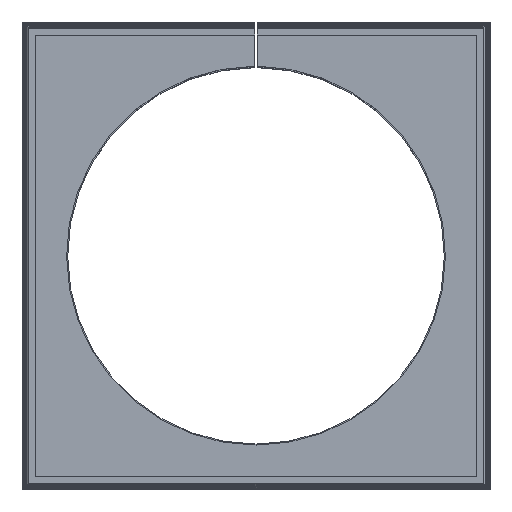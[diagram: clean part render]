
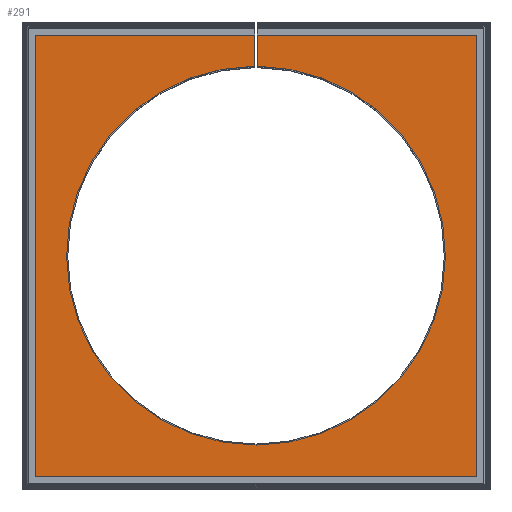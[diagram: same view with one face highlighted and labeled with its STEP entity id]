
A CAD part, top view. The second image highlights one B-rep face of the part: STEP entity #291.
In plain terms, the highlighted planar face has unit normal (0, 0, 1).
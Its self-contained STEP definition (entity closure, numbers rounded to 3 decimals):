
#62=CIRCLE('',#2366,17.);
#291=ADVANCED_FACE('',(#506),#397,.T.);
#397=PLANE('',#2367);
#506=FACE_OUTER_BOUND('',#636,.T.);
#636=EDGE_LOOP('',(#1141,#1142,#1143,#1144,#1145,#1146,#1147,#1148));
#1141=ORIENTED_EDGE('',*,*,#1774,.F.);
#1142=ORIENTED_EDGE('',*,*,#1775,.T.);
#1143=ORIENTED_EDGE('',*,*,#1776,.T.);
#1144=ORIENTED_EDGE('',*,*,#1777,.T.);
#1145=ORIENTED_EDGE('',*,*,#1778,.T.);
#1146=ORIENTED_EDGE('',*,*,#1545,.T.);
#1147=ORIENTED_EDGE('',*,*,#1779,.T.);
#1148=ORIENTED_EDGE('',*,*,#1780,.F.);
#1331=VERTEX_POINT('',#2946);
#1333=VERTEX_POINT('',#2949);
#1477=VERTEX_POINT('',#4104);
#1478=VERTEX_POINT('',#4105);
#1479=VERTEX_POINT('',#4107);
#1480=VERTEX_POINT('',#4109);
#1481=VERTEX_POINT('',#4111);
#1482=VERTEX_POINT('',#4114);
#1545=EDGE_CURVE('',#1333,#1331,#1867,.T.);
#1774=EDGE_CURVE('',#1477,#1478,#2009,.T.);
#1775=EDGE_CURVE('',#1477,#1479,#2010,.T.);
#1776=EDGE_CURVE('',#1479,#1480,#2011,.T.);
#1777=EDGE_CURVE('',#1480,#1481,#2012,.T.);
#1778=EDGE_CURVE('',#1481,#1333,#2013,.T.);
#1779=EDGE_CURVE('',#1331,#1482,#2014,.T.);
#1780=EDGE_CURVE('',#1478,#1482,#62,.T.);
#1867=LINE('',#2948,#2081);
#2009=LINE('',#4103,#2238);
#2010=LINE('',#4106,#2239);
#2011=LINE('',#4108,#2240);
#2012=LINE('',#4110,#2241);
#2013=LINE('',#4112,#2242);
#2014=LINE('',#4113,#2243);
#2081=VECTOR('',#2452,1.);
#2238=VECTOR('',#2763,1.);
#2239=VECTOR('',#2764,1.);
#2240=VECTOR('',#2765,1.);
#2241=VECTOR('',#2766,1.);
#2242=VECTOR('',#2767,1.);
#2243=VECTOR('',#2768,1.);
#2366=AXIS2_PLACEMENT_3D('',#4115,#2769,#2770);
#2367=AXIS2_PLACEMENT_3D('',#4116,#2771,#2772);
#2452=DIRECTION('',(-1.,0.,0.));
#2763=DIRECTION('',(0.,-1.,0.));
#2764=DIRECTION('',(-1.,0.,0.));
#2765=DIRECTION('',(0.,-1.,0.));
#2766=DIRECTION('',(1.,0.,0.));
#2767=DIRECTION('',(0.,1.,0.));
#2768=DIRECTION('',(0.,-1.,0.));
#2769=DIRECTION('',(0.,0.,1.));
#2770=DIRECTION('',(1.,0.,0.));
#2771=DIRECTION('',(0.,0.,1.));
#2772=DIRECTION('',(-1.,0.,0.));
#2946=CARTESIAN_POINT('',(0.1,19.8,17.7));
#2948=CARTESIAN_POINT('',(19.8,19.8,17.7));
#2949=CARTESIAN_POINT('',(19.8,19.8,17.7));
#4103=CARTESIAN_POINT('',(-0.1,0.,17.7));
#4104=CARTESIAN_POINT('',(-0.1,19.8,17.7));
#4105=CARTESIAN_POINT('',(-0.1,17.,17.7));
#4106=CARTESIAN_POINT('',(19.8,19.8,17.7));
#4107=CARTESIAN_POINT('',(-19.8,19.8,17.7));
#4108=CARTESIAN_POINT('',(-19.8,19.8,17.7));
#4109=CARTESIAN_POINT('',(-19.8,-19.8,17.7));
#4110=CARTESIAN_POINT('',(-19.8,-19.8,17.7));
#4111=CARTESIAN_POINT('',(19.8,-19.8,17.7));
#4112=CARTESIAN_POINT('',(19.8,-19.8,17.7));
#4113=CARTESIAN_POINT('',(0.1,0.,17.7));
#4114=CARTESIAN_POINT('',(0.1,17.,17.7));
#4115=CARTESIAN_POINT('',(0.,0.,17.7));
#4116=CARTESIAN_POINT('',(0.,0.,17.7));
